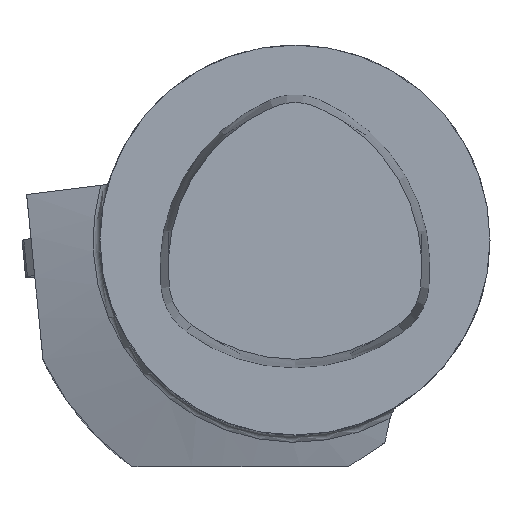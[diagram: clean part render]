
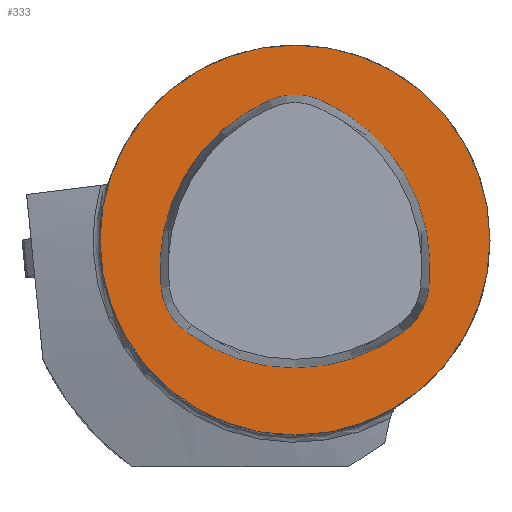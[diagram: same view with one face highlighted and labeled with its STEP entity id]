
A CAD part, top view. The second image highlights one B-rep face of the part: STEP entity #333.
In plain terms, the highlighted planar face has unit normal (0, 0, 1).
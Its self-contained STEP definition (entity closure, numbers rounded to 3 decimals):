
#103=FACE_BOUND('',#451,.T.);
#104=FACE_BOUND('',#452,.T.);
#112=PLANE('',#1150);
#333=ADVANCED_FACE('',(#103,#104),#112,.T.);
#451=EDGE_LOOP('',(#612));
#452=EDGE_LOOP('',(#613,#614,#615,#616,#617,#618));
#501=CIRCLE('',#1131,25.);
#508=CIRCLE('',#1144,23.36);
#509=CIRCLE('',#1145,8.12);
#510=CIRCLE('',#1146,23.36);
#511=CIRCLE('',#1147,8.12);
#512=CIRCLE('',#1148,23.36);
#513=CIRCLE('',#1149,8.12);
#612=ORIENTED_EDGE('',*,*,#935,.T.);
#613=ORIENTED_EDGE('',*,*,#950,.F.);
#614=ORIENTED_EDGE('',*,*,#951,.F.);
#615=ORIENTED_EDGE('',*,*,#952,.F.);
#616=ORIENTED_EDGE('',*,*,#953,.F.);
#617=ORIENTED_EDGE('',*,*,#954,.F.);
#618=ORIENTED_EDGE('',*,*,#955,.F.);
#836=VERTEX_POINT('',#1703);
#851=VERTEX_POINT('',#1735);
#852=VERTEX_POINT('',#1736);
#853=VERTEX_POINT('',#1738);
#854=VERTEX_POINT('',#1740);
#855=VERTEX_POINT('',#1742);
#856=VERTEX_POINT('',#1744);
#935=EDGE_CURVE('',#836,#836,#501,.T.);
#950=EDGE_CURVE('',#851,#852,#508,.T.);
#951=EDGE_CURVE('',#853,#851,#509,.T.);
#952=EDGE_CURVE('',#854,#853,#510,.T.);
#953=EDGE_CURVE('',#855,#854,#511,.T.);
#954=EDGE_CURVE('',#856,#855,#512,.T.);
#955=EDGE_CURVE('',#852,#856,#513,.T.);
#1131=AXIS2_PLACEMENT_3D('',#1702,#1300,#1301);
#1144=AXIS2_PLACEMENT_3D('',#1734,#1330,#1331);
#1145=AXIS2_PLACEMENT_3D('',#1737,#1332,#1333);
#1146=AXIS2_PLACEMENT_3D('',#1739,#1334,#1335);
#1147=AXIS2_PLACEMENT_3D('',#1741,#1336,#1337);
#1148=AXIS2_PLACEMENT_3D('',#1743,#1338,#1339);
#1149=AXIS2_PLACEMENT_3D('',#1745,#1340,#1341);
#1150=AXIS2_PLACEMENT_3D('',#1746,#1342,#1343);
#1300=DIRECTION('',(0.,0.,1.));
#1301=DIRECTION('',(1.,0.,0.));
#1330=DIRECTION('',(0.,0.,1.));
#1331=DIRECTION('',(1.,0.,0.));
#1332=DIRECTION('',(0.,0.,1.));
#1333=DIRECTION('',(1.,0.,0.));
#1334=DIRECTION('',(0.,0.,1.));
#1335=DIRECTION('',(1.,0.,0.));
#1336=DIRECTION('',(0.,0.,1.));
#1337=DIRECTION('',(1.,0.,0.));
#1338=DIRECTION('',(0.,0.,1.));
#1339=DIRECTION('',(1.,0.,0.));
#1340=DIRECTION('',(0.,0.,1.));
#1341=DIRECTION('',(1.,0.,0.));
#1342=DIRECTION('',(0.,0.,1.));
#1343=DIRECTION('',(1.,0.,0.));
#1702=CARTESIAN_POINT('',(0.,0.,0.));
#1703=CARTESIAN_POINT('',(25.,0.,0.));
#1734=CARTESIAN_POINT('',(6.045,-3.49,0.));
#1735=CARTESIAN_POINT('',(-3.221,17.954,0.));
#1736=CARTESIAN_POINT('',(-17.159,-6.188,0.));
#1737=CARTESIAN_POINT('',(0.,10.5,0.));
#1738=CARTESIAN_POINT('',(3.221,17.954,0.));
#1739=CARTESIAN_POINT('',(-6.045,-3.49,0.));
#1740=CARTESIAN_POINT('',(17.159,-6.188,0.));
#1741=CARTESIAN_POINT('',(9.093,-5.25,0.));
#1742=CARTESIAN_POINT('',(13.938,-11.766,0.));
#1743=CARTESIAN_POINT('',(0.,6.98,0.));
#1744=CARTESIAN_POINT('',(-13.938,-11.766,0.));
#1745=CARTESIAN_POINT('',(-9.093,-5.25,0.));
#1746=CARTESIAN_POINT('',(0.,0.,0.));
